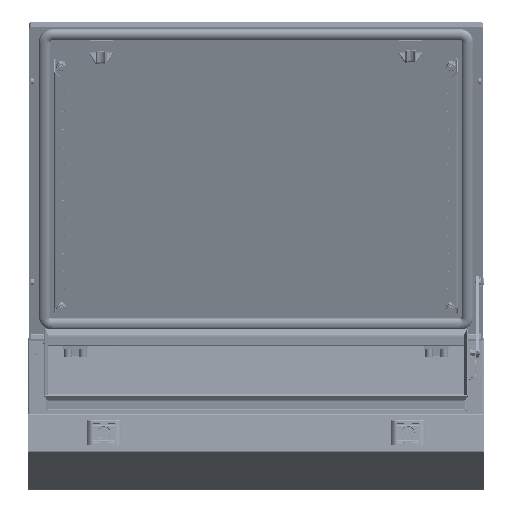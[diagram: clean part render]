
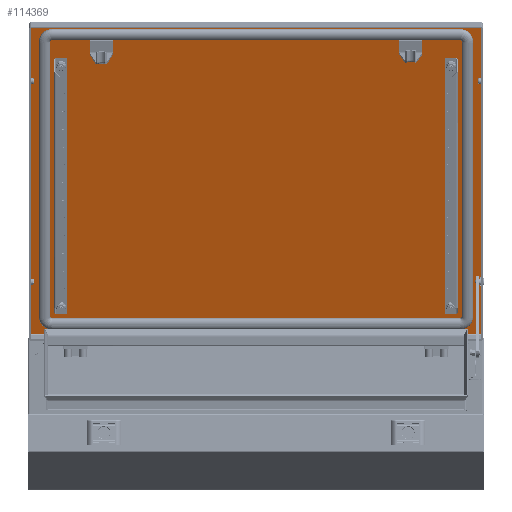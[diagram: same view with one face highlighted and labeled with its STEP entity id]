
A CAD part, front view. The second image highlights one B-rep face of the part: STEP entity #114369.
In plain terms, the highlighted face is planar.
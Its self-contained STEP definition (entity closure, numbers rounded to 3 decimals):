
#4194 = CARTESIAN_POINT ( 'NONE',  ( 218.5, 295.5, 2. ) ) ;
#4263 = CARTESIAN_POINT ( 'NONE',  ( 218.5, -295.5, 2. ) ) ;
#10322 = CARTESIAN_POINT ( 'NONE',  ( -219.5, 295.5, 2. ) ) ;
#10323 = CARTESIAN_POINT ( 'NONE',  ( 218.5, 295.5, 2. ) ) ;
#10327 = CARTESIAN_POINT ( 'NONE',  ( 219.5, -295.5, 2. ) ) ;
#10328 = CARTESIAN_POINT ( 'NONE',  ( -218.5, -295.5, 2. ) ) ;
#10329 = DIRECTION ( 'NONE',  ( -1., 0., 0. ) ) ;
#10330 = DIRECTION ( 'NONE',  ( 0., -1., 0. ) ) ;
#10332 = DIRECTION ( 'NONE',  ( 1., 0., 0. ) ) ;
#10334 = DIRECTION ( 'NONE',  ( 0., 1., 0. ) ) ;
#10513 = LINE ( 'NONE', #10323, #10521 ) ;
#10516 = LINE ( 'NONE', #10327, #10519 ) ;
#10518 = LINE ( 'NONE', #10322, #10523 ) ;
#10519 = VECTOR ( 'NONE', #10329, 1000. ) ;
#10520 = LINE ( 'NONE', #10328, #10525 ) ;
#10521 = VECTOR ( 'NONE', #10330, 1000. ) ;
#10523 = VECTOR ( 'NONE', #10332, 1000. ) ;
#10525 = VECTOR ( 'NONE', #10334, 1000. ) ;
#29984 = CARTESIAN_POINT ( 'NONE',  ( -218.5, 295.5, 2. ) ) ;
#29999 = CARTESIAN_POINT ( 'NONE',  ( -218.5, -295.5, 2. ) ) ;
#63220 = VERTEX_POINT ( 'NONE', #4194 ) ;
#63315 = VERTEX_POINT ( 'NONE', #4263 ) ;
#67018 = AXIS2_PLACEMENT_3D ( 'NONE', #67779, #67789, #67791 ) ;
#67776 = PLANE ( 'NONE',  #67018 ) ;
#67779 = CARTESIAN_POINT ( 'NONE',  ( -219.5, -296.5, 2. ) ) ;
#67789 = DIRECTION ( 'NONE',  ( 0., 0., 1. ) ) ;
#67791 = DIRECTION ( 'NONE',  ( 1., 0., 0. ) ) ;
#68576 = FACE_OUTER_BOUND ( 'NONE', #143287, .T. ) ;
#84772 = VERTEX_POINT ( 'NONE', #29984 ) ;
#84794 = VERTEX_POINT ( 'NONE', #29999 ) ;
#114369 = ADVANCED_FACE ( 'NONE', ( #68576 ), #67776, .T. ) ;
#122626 = EDGE_CURVE ( 'NONE', #63315, #84794, #10516, .T. ) ;
#122627 = EDGE_CURVE ( 'NONE', #63220, #63315, #10513, .T. ) ;
#122628 = EDGE_CURVE ( 'NONE', #84772, #63220, #10518, .T. ) ;
#122629 = EDGE_CURVE ( 'NONE', #84794, #84772, #10520, .T. ) ;
#137846 = ORIENTED_EDGE ( 'NONE', *, *, #122626, .F. ) ;
#137848 = ORIENTED_EDGE ( 'NONE', *, *, #122627, .F. ) ;
#137849 = ORIENTED_EDGE ( 'NONE', *, *, #122628, .F. ) ;
#137851 = ORIENTED_EDGE ( 'NONE', *, *, #122629, .F. ) ;
#143287 = EDGE_LOOP ( 'NONE', ( #137846, #137848, #137849, #137851 ) ) ;
